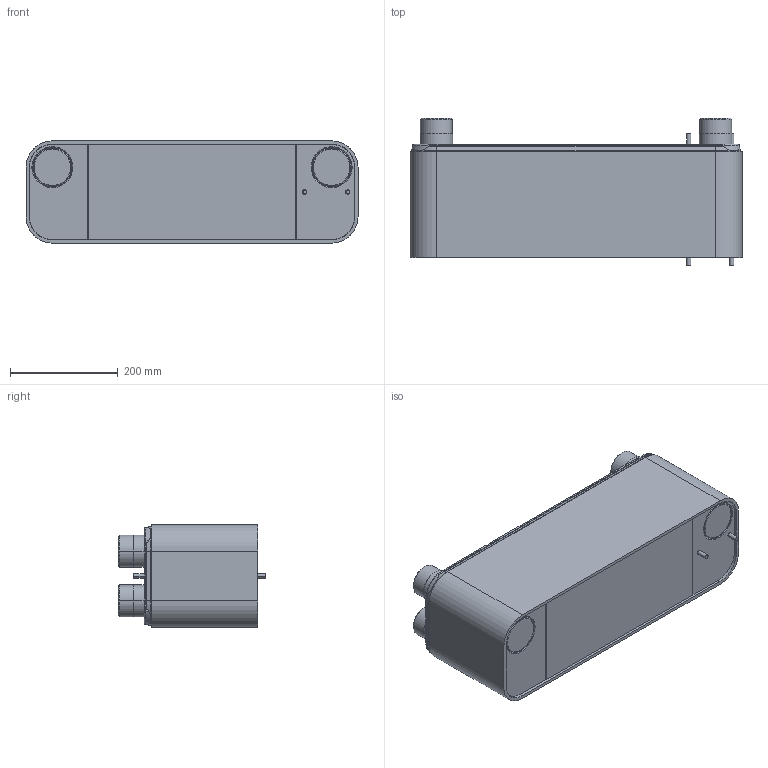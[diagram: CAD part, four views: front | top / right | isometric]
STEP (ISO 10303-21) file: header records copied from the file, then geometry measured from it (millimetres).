
FILE_DESCRIPTION((''),'2;1');
FILE_NAME('ALFANOVA76_70H_3287050294_ASM','2015-05-11T',('cnshipu'),(''),'PRO/ENGINEER BY PARAMETRIC TECHNOLOGY CORPORATION, 2014200','PRO/ENGINEER BY PARAMETRIC TECHNOLOGY CORPORATION, 2014200','');
FILE_SCHEMA(('CONFIG_CONTROL_DESIGN'));
Length unit declared in the file: millimetre
Products named in the file (8): AN76_70_CH_BLOCK; CB76_SEAL; AN76_FP_S1S2S3S4_51; AN76_FP_SEAL_S1S2S3S4_51_ASM; CB76_PP; SB_M8_20; 1625782-02; ALFANOVA76_70H_3287050294_ASM
Assembly tree (13 placements, depth 3):
  ALFANOVA76_70H_3287050294_ASM
    AN76_70_CH_BLOCK
    AN76_FP_SEAL_S1S2S3S4_51_ASM
      CB76_SEAL
      AN76_FP_S1S2S3S4_51
    CB76_PP
    SB_M8_20  x4
    1625782-02  x4
Bounding box: 617 x 273.5 x 190 mm (x, y, z)
Volume: 20907356 mm3; surface area: 1252112.9 mm2
Topology: 12 solids, 20 shells, 476 faces, 1145 edges, 718 vertices
Faces by surface type: cylinder 163, plane 145, torus 80, cone 64, bspline 24
Entity records: 13642 total; most frequent: CARTESIAN_POINT 4691, DIRECTION 1929, ORIENTED_EDGE 1802, EDGE_CURVE 905, AXIS2_PLACEMENT_3D 768, VERTEX_POINT 574, CIRCLE 408, EDGE_LOOP 395
